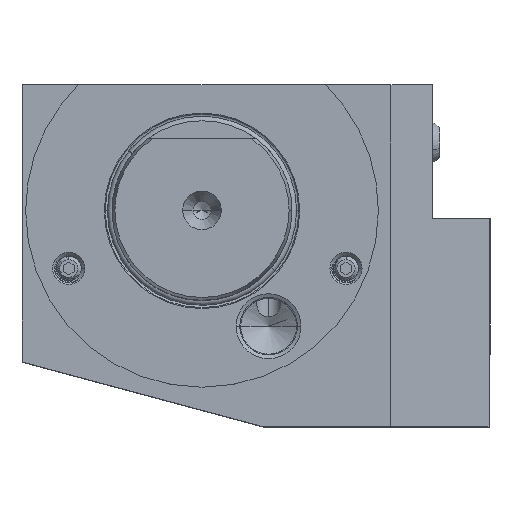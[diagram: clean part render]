
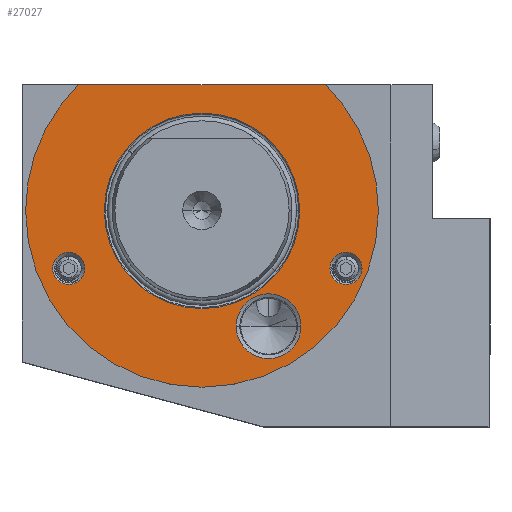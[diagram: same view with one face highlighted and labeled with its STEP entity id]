
A CAD part, top view. The second image highlights one B-rep face of the part: STEP entity #27027.
In plain terms, the highlighted planar face has unit normal (0, 0, 1).
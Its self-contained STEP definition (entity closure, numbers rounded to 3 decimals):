
#44 = CARTESIAN_POINT ( 'NONE',  ( 27.5, -32.043, -78. ) ) ;
#760 = CARTESIAN_POINT ( 'NONE',  ( 35.525, -16., -78. ) ) ;
#3077 = CIRCLE ( 'NONE', #10240, 27.15 ) ;
#3098 = CIRCLE ( 'NONE', #10214, 49. ) ;
#3122 = CIRCLE ( 'NONE', #10208, 49. ) ;
#3276 = CIRCLE ( 'NONE', #10606, 4.475 ) ;
#3319 = CIRCLE ( 'NONE', #49507, 4.475 ) ;
#5294 = CARTESIAN_POINT ( 'NONE',  ( -41.475, -16., -78. ) ) ;
#8428 = DIRECTION ( 'NONE',  ( -1., 0., 0. ) ) ;
#8480 = CARTESIAN_POINT ( 'NONE',  ( 0., 0., -78. ) ) ;
#8490 = DIRECTION ( 'NONE',  ( 0., 0., -1. ) ) ;
#9039 = AXIS2_PLACEMENT_3D ( 'NONE', #52434, #52409, #52418 ) ;
#9075 = AXIS2_PLACEMENT_3D ( 'NONE', #8480, #8490, #8428 ) ;
#10208 = AXIS2_PLACEMENT_3D ( 'NONE', #85957, #85904, #85996 ) ;
#10214 = AXIS2_PLACEMENT_3D ( 'NONE', #85677, #85694, #85610 ) ;
#10240 = AXIS2_PLACEMENT_3D ( 'NONE', #85329, #85286, #85305 ) ;
#10606 = AXIS2_PLACEMENT_3D ( 'NONE', #77484, #77489, #77487 ) ;
#11206 = EDGE_CURVE ( 'NONE', #42704, #42763, #3077, .T. ) ;
#11246 = EDGE_CURVE ( 'NONE', #42716, #42786, #3098, .T. ) ;
#11311 = EDGE_CURVE ( 'NONE', #42786, #42780, #3122, .T. ) ;
#11799 = EDGE_CURVE ( 'NONE', #42858, #41040, #3276, .T. ) ;
#11870 = EDGE_CURVE ( 'NONE', #49989, #12705, #3319, .T. ) ;
#12705 = VERTEX_POINT ( 'NONE', #5294 ) ;
#12858 = EDGE_LOOP ( 'NONE', ( #14473, #14456 ) ) ;
#12901 = EDGE_LOOP ( 'NONE', ( #14462, #14518, #14541, #14503 ) ) ;
#13482 = CIRCLE ( 'NONE', #61347, 9. ) ;
#14362 = EDGE_LOOP ( 'NONE', ( #14512, #14509 ) ) ;
#14456 = ORIENTED_EDGE ( 'NONE', *, *, #44155, .T. ) ;
#14461 = ORIENTED_EDGE ( 'NONE', *, *, #46796, .T. ) ;
#14462 = ORIENTED_EDGE ( 'NONE', *, *, #11246, .F. ) ;
#14469 = ORIENTED_EDGE ( 'NONE', *, *, #46840, .T. ) ;
#14473 = ORIENTED_EDGE ( 'NONE', *, *, #11206, .T. ) ;
#14503 = ORIENTED_EDGE ( 'NONE', *, *, #11311, .F. ) ;
#14509 = ORIENTED_EDGE ( 'NONE', *, *, #46938, .T. ) ;
#14512 = ORIENTED_EDGE ( 'NONE', *, *, #45596, .T. ) ;
#14513 = ORIENTED_EDGE ( 'NONE', *, *, #11799, .T. ) ;
#14515 = ORIENTED_EDGE ( 'NONE', *, *, #11870, .T. ) ;
#14518 = ORIENTED_EDGE ( 'NONE', *, *, #46847, .T. ) ;
#14541 = ORIENTED_EDGE ( 'NONE', *, *, #44057, .F. ) ;
#16421 = EDGE_LOOP ( 'NONE', ( #14513, #14469 ) ) ;
#16788 = EDGE_LOOP ( 'NONE', ( #14515, #14461 ) ) ;
#25697 = CIRCLE ( 'NONE', #9039, 49. ) ;
#25783 = CIRCLE ( 'NONE', #9075, 27.15 ) ;
#25946 = FACE_BOUND ( 'NONE', #12858, .T. ) ;
#25948 = FACE_BOUND ( 'NONE', #16788, .T. ) ;
#25970 = FACE_OUTER_BOUND ( 'NONE', #12901, .T. ) ;
#25986 = FACE_BOUND ( 'NONE', #16421, .T. ) ;
#25993 = FACE_BOUND ( 'NONE', #14362, .T. ) ;
#27027 = ADVANCED_FACE ( 'NONE', ( #25993, #25986, #25948, #25946, #25970 ), #46571, .T. ) ;
#28424 = CIRCLE ( 'NONE', #61404, 4.475 ) ;
#28526 = CIRCLE ( 'NONE', #61413, 4.475 ) ;
#28547 = LINE ( 'NONE', #47264, #28553 ) ;
#28553 = VECTOR ( 'NONE', #47276, 1000. ) ;
#28567 = CIRCLE ( 'NONE', #61451, 9. ) ;
#40997 = CARTESIAN_POINT ( 'NONE',  ( 9.5, -32.043, -78. ) ) ;
#41040 = VERTEX_POINT ( 'NONE', #760 ) ;
#42020 = VERTEX_POINT ( 'NONE', #90457 ) ;
#42205 = VERTEX_POINT ( 'NONE', #40997 ) ;
#42280 = VERTEX_POINT ( 'NONE', #44 ) ;
#42704 = VERTEX_POINT ( 'NONE', #52056 ) ;
#42716 = VERTEX_POINT ( 'NONE', #52072 ) ;
#42763 = VERTEX_POINT ( 'NONE', #52185 ) ;
#42780 = VERTEX_POINT ( 'NONE', #52100 ) ;
#42786 = VERTEX_POINT ( 'NONE', #52162 ) ;
#42858 = VERTEX_POINT ( 'NONE', #52322 ) ;
#44057 = EDGE_CURVE ( 'NONE', #42780, #42020, #25697, .T. ) ;
#44155 = EDGE_CURVE ( 'NONE', #42763, #42704, #25783, .T. ) ;
#45596 = EDGE_CURVE ( 'NONE', #42280, #42205, #13482, .T. ) ;
#46093 = DIRECTION ( 'NONE',  ( 1., 0., 0. ) ) ;
#46571 = PLANE ( 'NONE',  #49429 ) ;
#46585 = DIRECTION ( 'NONE',  ( 0., 0., 1. ) ) ;
#46597 = CARTESIAN_POINT ( 'NONE',  ( 0., 27.15, -78. ) ) ;
#46796 = EDGE_CURVE ( 'NONE', #12705, #49989, #28424, .T. ) ;
#46840 = EDGE_CURVE ( 'NONE', #41040, #42858, #28526, .T. ) ;
#46847 = EDGE_CURVE ( 'NONE', #42716, #42020, #28547, .T. ) ;
#46938 = EDGE_CURVE ( 'NONE', #42205, #42280, #28567, .T. ) ;
#47139 = CARTESIAN_POINT ( 'NONE',  ( -37., -16., -78. ) ) ;
#47144 = DIRECTION ( 'NONE',  ( 1., 0., 0. ) ) ;
#47147 = DIRECTION ( 'NONE',  ( 0., 0., -1. ) ) ;
#47264 = CARTESIAN_POINT ( 'NONE',  ( 0., 35., -78. ) ) ;
#47276 = DIRECTION ( 'NONE',  ( -1., 0., 0. ) ) ;
#47280 = CARTESIAN_POINT ( 'NONE',  ( 40., -16., -78. ) ) ;
#47302 = DIRECTION ( 'NONE',  ( 0., 0., -1. ) ) ;
#47308 = DIRECTION ( 'NONE',  ( 1., 0., 0. ) ) ;
#47596 = DIRECTION ( 'NONE',  ( 0., 0., -1. ) ) ;
#47599 = DIRECTION ( 'NONE',  ( 1., 0., 0. ) ) ;
#47610 = CARTESIAN_POINT ( 'NONE',  ( 18.5, -32.043, -78. ) ) ;
#49429 = AXIS2_PLACEMENT_3D ( 'NONE', #46597, #46585, #46093 ) ;
#49507 = AXIS2_PLACEMENT_3D ( 'NONE', #78019, #78033, #78020 ) ;
#49989 = VERTEX_POINT ( 'NONE', #51252 ) ;
#50048 = CARTESIAN_POINT ( 'NONE',  ( 18.5, -32.043, -78. ) ) ;
#50051 = DIRECTION ( 'NONE',  ( 1., 0., 0. ) ) ;
#50084 = DIRECTION ( 'NONE',  ( 0., 0., -1. ) ) ;
#51252 = CARTESIAN_POINT ( 'NONE',  ( -32.525, -16., -78. ) ) ;
#52056 = CARTESIAN_POINT ( 'NONE',  ( 27.15, 0., -78. ) ) ;
#52072 = CARTESIAN_POINT ( 'NONE',  ( 34.293, 35., -78. ) ) ;
#52100 = CARTESIAN_POINT ( 'NONE',  ( -49., 0., -78. ) ) ;
#52162 = CARTESIAN_POINT ( 'NONE',  ( 49., 0., -78. ) ) ;
#52185 = CARTESIAN_POINT ( 'NONE',  ( -27.15, 0., -78. ) ) ;
#52322 = CARTESIAN_POINT ( 'NONE',  ( 44.475, -16., -78. ) ) ;
#52409 = DIRECTION ( 'NONE',  ( 0., 0., -1. ) ) ;
#52418 = DIRECTION ( 'NONE',  ( -1., 0., 0. ) ) ;
#52434 = CARTESIAN_POINT ( 'NONE',  ( 0., 0., -78. ) ) ;
#61347 = AXIS2_PLACEMENT_3D ( 'NONE', #50048, #50084, #50051 ) ;
#61404 = AXIS2_PLACEMENT_3D ( 'NONE', #47139, #47147, #47144 ) ;
#61413 = AXIS2_PLACEMENT_3D ( 'NONE', #47280, #47302, #47308 ) ;
#61451 = AXIS2_PLACEMENT_3D ( 'NONE', #47610, #47596, #47599 ) ;
#77484 = CARTESIAN_POINT ( 'NONE',  ( 40., -16., -78. ) ) ;
#77487 = DIRECTION ( 'NONE',  ( 1., 0., 0. ) ) ;
#77489 = DIRECTION ( 'NONE',  ( 0., 0., -1. ) ) ;
#78019 = CARTESIAN_POINT ( 'NONE',  ( -37., -16., -78. ) ) ;
#78020 = DIRECTION ( 'NONE',  ( 1., 0., 0. ) ) ;
#78033 = DIRECTION ( 'NONE',  ( 0., 0., -1. ) ) ;
#85286 = DIRECTION ( 'NONE',  ( 0., 0., -1. ) ) ;
#85305 = DIRECTION ( 'NONE',  ( -1., 0., 0. ) ) ;
#85329 = CARTESIAN_POINT ( 'NONE',  ( 0., 0., -78. ) ) ;
#85610 = DIRECTION ( 'NONE',  ( -1., 0., 0. ) ) ;
#85677 = CARTESIAN_POINT ( 'NONE',  ( 0., 0., -78. ) ) ;
#85694 = DIRECTION ( 'NONE',  ( 0., 0., -1. ) ) ;
#85904 = DIRECTION ( 'NONE',  ( 0., 0., -1. ) ) ;
#85957 = CARTESIAN_POINT ( 'NONE',  ( 0., 0., -78. ) ) ;
#85996 = DIRECTION ( 'NONE',  ( -1., 0., 0. ) ) ;
#90457 = CARTESIAN_POINT ( 'NONE',  ( -34.293, 35., -78. ) ) ;
